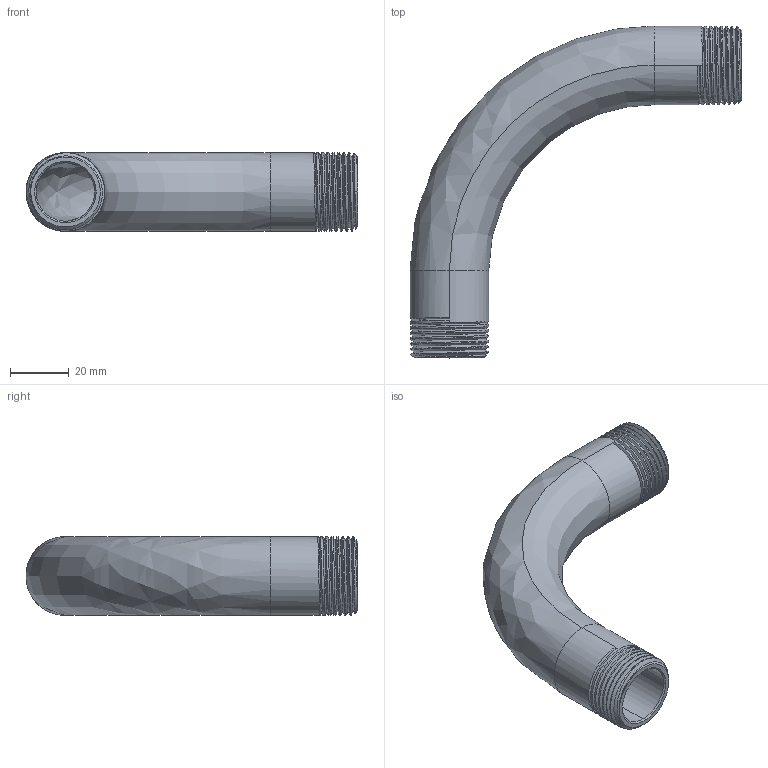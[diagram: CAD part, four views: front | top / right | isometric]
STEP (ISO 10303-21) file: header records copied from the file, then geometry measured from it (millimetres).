
FILE_DESCRIPTION (( 'STEP AP203' ), '1' );
FILE_NAME ('BEND 90¡ã 3-4.STEP', '2020-11-11T03:16:38', ( '' ), ( '' ), 'SwSTEP 2.0', 'SolidWorks 2015', '' );
FILE_SCHEMA (( 'CONFIG_CONTROL_DESIGN' ));
Length unit declared in the file: millimetre
Products named in the file (1): BEND 90∼  3-4
Bounding box: 113.45 x 113.45 x 26.9 mm (x, y, z)
Volume: 41989.9 mm3; surface area: 27056.2 mm2
Topology: 1 solids, 1 shells, 58 faces, 155 edges, 99 vertices
Faces by surface type: cylinder 35, cone 11, bspline 8, plane 4
Entity records: 10190 total; most frequent: CARTESIAN_POINT 8818, ORIENTED_EDGE 310, DIRECTION 210, EDGE_CURVE 155, VERTEX_POINT 99, AXIS2_PLACEMENT_3D 80, B_SPLINE_CURVE_WITH_KNOTS 76, EDGE_LOOP 60
